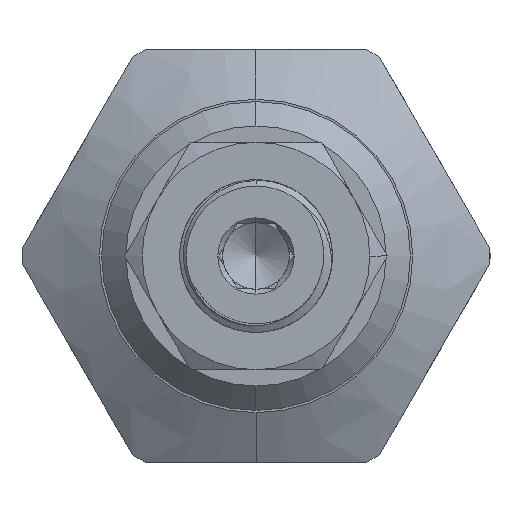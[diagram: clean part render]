
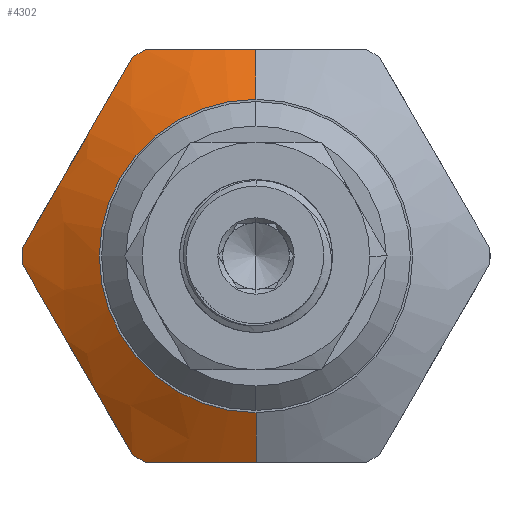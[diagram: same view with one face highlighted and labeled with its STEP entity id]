
A CAD part, left-side view. The second image highlights one B-rep face of the part: STEP entity #4302.
In plain terms, the highlighted conical face has half-angle 60 degrees and reference radius 14.4 mm.
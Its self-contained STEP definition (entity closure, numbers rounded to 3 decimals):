
#70 = CARTESIAN_POINT ( 'NONE',  ( -27.202, 14.392, 0.472 ) ) ;
#275 = CARTESIAN_POINT ( 'NONE',  ( -28.072, 2.296, -12.7 ) ) ;
#362 = CARTESIAN_POINT ( 'NONE',  ( -28.161, 1.146, -12.7 ) ) ;
#397 = CARTESIAN_POINT ( 'NONE',  ( -28.183, 0.572, -12.7 ) ) ;
#510 = EDGE_CURVE ( 'NONE', #11156, #1482, #8044, .T. ) ;
#568 = CARTESIAN_POINT ( 'NONE',  ( -27.202, 6.787, -12.7 ) ) ;
#826 = EDGE_CURVE ( 'NONE', #9252, #2342, #8786, .T. ) ;
#885 = FACE_OUTER_BOUND ( 'NONE', #7414, .T. ) ;
#902 = VERTEX_POINT ( 'NONE', #9292 ) ;
#925 = CARTESIAN_POINT ( 'NONE',  ( -27.202, 0., 14.4 ) ) ;
#950 = CARTESIAN_POINT ( 'NONE',  ( -28.182, 11.583, 5.338 ) ) ;
#991 = DIRECTION ( 'NONE',  ( -1., 0., 0. ) ) ;
#1237 = CARTESIAN_POINT ( 'NONE',  ( -27.202, 6.787, -12.7 ) ) ;
#1336 = EDGE_CURVE ( 'NONE', #902, #1482, #7756, .T. ) ;
#1430 = CARTESIAN_POINT ( 'NONE',  ( -28.09, 9.846, -8.346 ) ) ;
#1482 = VERTEX_POINT ( 'NONE', #568 ) ;
#1489 = DIRECTION ( 'NONE',  ( -1., 0., 0. ) ) ;
#1528 = DIRECTION ( 'NONE',  ( 0., 0., 1. ) ) ;
#1582 = ORIENTED_EDGE ( 'NONE', *, *, #11789, .F. ) ;
#1667 = DIRECTION ( 'NONE',  ( 0., 0., -1. ) ) ;
#1673 = CIRCLE ( 'NONE', #8634, 14.4 ) ;
#1899 = CARTESIAN_POINT ( 'NONE',  ( -28.184, 10.722, 6.83 ) ) ;
#2322 = CARTESIAN_POINT ( 'NONE',  ( -27.504, 8.16, -11.266 ) ) ;
#2342 = VERTEX_POINT ( 'NONE', #5702 ) ;
#2405 = CARTESIAN_POINT ( 'NONE',  ( -28.073, 12.139, -4.375 ) ) ;
#2407 = AXIS2_PLACEMENT_3D ( 'NONE', #10414, #991, #8689 ) ;
#2472 = AXIS2_PLACEMENT_3D ( 'NONE', #6720, #5798, #4840 ) ;
#2530 = CARTESIAN_POINT ( 'NONE',  ( -28.182, 10.414, -7.362 ) ) ;
#2864 = CARTESIAN_POINT ( 'NONE',  ( -27.752, 8.722, 10.293 ) ) ;
#2969 = VERTEX_POINT ( 'NONE', #6469 ) ;
#3149 = EDGE_CURVE ( 'NONE', #9252, #2969, #9224, .T. ) ;
#3193 = CARTESIAN_POINT ( 'NONE',  ( -28.183, 0., -12.7 ) ) ;
#3250 = ORIENTED_EDGE ( 'NONE', *, *, #5504, .F. ) ;
#3326 = CARTESIAN_POINT ( 'NONE',  ( -28.184, 11.275, -5.87 ) ) ;
#3403 = CARTESIAN_POINT ( 'NONE',  ( -27.202, 14.392, -0.472 ) ) ;
#3557 = CARTESIAN_POINT ( 'NONE',  ( -27.748, 4.574, 12.7 ) ) ;
#3599 = CARTESIAN_POINT ( 'NONE',  ( -28.005, 2.871, 12.7 ) ) ;
#3690 = CARTESIAN_POINT ( 'NONE',  ( -29.95, 0., -9.64 ) ) ;
#3848 = CARTESIAN_POINT ( 'NONE',  ( -28.162, 10.432, 7.331 ) ) ;
#4233 = DIRECTION ( 'NONE',  ( 1., 0., 0. ) ) ;
#4273 = CARTESIAN_POINT ( 'NONE',  ( -28.007, 12.424, -3.881 ) ) ;
#4302 = ADVANCED_FACE ( 'NONE', ( #885 ), #5622, .T. ) ;
#4412 = B_SPLINE_CURVE_WITH_KNOTS ( 'NONE', 3,
 ( #7980, #2322, #4966, #1430, #2530, #3326, #7089, #2405, #4273, #5216, #6287, #3403 ),
 .UNSPECIFIED., .F., .F.,
 ( 4, 2, 2, 2, 2, 4 ),
 ( 0., 0.003, 0.007, 0.009, 0.01, 0.014 ),
 .UNSPECIFIED. ) ;
#4467 = CARTESIAN_POINT ( 'NONE',  ( -27.202, 6.787, 12.7 ) ) ;
#4508 = CARTESIAN_POINT ( 'NONE',  ( -28.072, 2.296, 12.7 ) ) ;
#4756 = CARTESIAN_POINT ( 'NONE',  ( -27.505, 8.161, 11.265 ) ) ;
#4840 = DIRECTION ( 'NONE',  ( 0., 0., 1. ) ) ;
#4843 = DIRECTION ( 'NONE',  ( 0.5, 0., 0.866 ) ) ;
#4870 = DIRECTION ( 'NONE',  ( 0., 0., 1. ) ) ;
#4887 = ORIENTED_EDGE ( 'NONE', *, *, #5739, .T. ) ;
#4957 = CARTESIAN_POINT ( 'NONE',  ( -28.005, 2.871, -12.7 ) ) ;
#4966 = CARTESIAN_POINT ( 'NONE',  ( -27.751, 8.719, -10.298 ) ) ;
#5216 = CARTESIAN_POINT ( 'NONE',  ( -27.752, 13.275, -2.407 ) ) ;
#5245 = ORIENTED_EDGE ( 'NONE', *, *, #826, .F. ) ;
#5299 = CARTESIAN_POINT ( 'NONE',  ( -27.202, 7.605, -12.228 ) ) ;
#5320 = VERTEX_POINT ( 'NONE', #70 ) ;
#5400 = CARTESIAN_POINT ( 'NONE',  ( -29.95, 0., 0. ) ) ;
#5461 = ORIENTED_EDGE ( 'NONE', *, *, #9082, .F. ) ;
#5504 = EDGE_CURVE ( 'NONE', #7795, #10623, #10667, .T. ) ;
#5622 = CONICAL_SURFACE ( 'NONE', #9012, 14.4, 1.047 ) ;
#5680 = ORIENTED_EDGE ( 'NONE', *, *, #11107, .F. ) ;
#5702 = CARTESIAN_POINT ( 'NONE',  ( -28.183, 0., 12.7 ) ) ;
#5705 = CARTESIAN_POINT ( 'NONE',  ( -27.202, 7.605, 12.228 ) ) ;
#5739 = EDGE_CURVE ( 'NONE', #7795, #2342, #10840, .T. ) ;
#5798 = DIRECTION ( 'NONE',  ( -1., 0., 0. ) ) ;
#5845 = CARTESIAN_POINT ( 'NONE',  ( -29.95, 0., 9.64 ) ) ;
#5950 = CARTESIAN_POINT ( 'NONE',  ( -27.202, 0., -14.4 ) ) ;
#5999 = CARTESIAN_POINT ( 'NONE',  ( -27.501, 5.688, -12.7 ) ) ;
#6283 = CARTESIAN_POINT ( 'NONE',  ( -28.161, 1.146, 12.7 ) ) ;
#6287 = CARTESIAN_POINT ( 'NONE',  ( -27.505, 13.836, -1.435 ) ) ;
#6321 = AXIS2_PLACEMENT_3D ( 'NONE', #5400, #1489, #1528 ) ;
#6410 = CARTESIAN_POINT ( 'NONE',  ( -28.183, 0., 12.7 ) ) ;
#6469 = CARTESIAN_POINT ( 'NONE',  ( -27.202, 7.605, 12.228 ) ) ;
#6720 = CARTESIAN_POINT ( 'NONE',  ( -27.202, 0., 0. ) ) ;
#6914 = CARTESIAN_POINT ( 'NONE',  ( -27.202, 6.787, 12.7 ) ) ;
#7015 = CARTESIAN_POINT ( 'NONE',  ( -27.202, 14.392, -0.472 ) ) ;
#7089 = CARTESIAN_POINT ( 'NONE',  ( -28.162, 11.565, -5.369 ) ) ;
#7221 = ORIENTED_EDGE ( 'NONE', *, *, #1336, .F. ) ;
#7333 = CARTESIAN_POINT ( 'NONE',  ( -27.501, 5.688, 12.7 ) ) ;
#7414 = EDGE_LOOP ( 'NONE', ( #3250, #4887, #5245, #11324, #5461, #11081, #5680, #10343, #7221, #1582 ) ) ;
#7576 = CARTESIAN_POINT ( 'NONE',  ( -28.073, 9.858, 8.325 ) ) ;
#7734 = CARTESIAN_POINT ( 'NONE',  ( -27.202, 14.392, 0.472 ) ) ;
#7756 = B_SPLINE_CURVE_WITH_KNOTS ( 'NONE', 3,
 ( #3193, #397, #362, #275, #4957, #8769, #5999, #1237 ),
 .UNSPECIFIED., .F., .F.,
 ( 4, 2, 2, 4 ),
 ( 0.02, 0.022, 0.024, 0.027 ),
 .UNSPECIFIED. ) ;
#7795 = VERTEX_POINT ( 'NONE', #5845 ) ;
#7980 = CARTESIAN_POINT ( 'NONE',  ( -27.202, 7.605, -12.228 ) ) ;
#8044 = CIRCLE ( 'NONE', #2407, 14.4 ) ;
#8511 = CARTESIAN_POINT ( 'NONE',  ( -28.007, 9.573, 8.819 ) ) ;
#8634 = AXIS2_PLACEMENT_3D ( 'NONE', #10521, #10407, #4870 ) ;
#8689 = DIRECTION ( 'NONE',  ( 0., 0., 1. ) ) ;
#8769 = CARTESIAN_POINT ( 'NONE',  ( -27.748, 4.574, -12.7 ) ) ;
#8786 = B_SPLINE_CURVE_WITH_KNOTS ( 'NONE', 3,
 ( #4467, #7333, #3557, #3599, #4508, #6283, #11105, #6410 ),
 .UNSPECIFIED., .F., .F.,
 ( 4, 2, 2, 4 ),
 ( 0.034, 0.037, 0.039, 0.041 ),
 .UNSPECIFIED. ) ;
#9012 = AXIS2_PLACEMENT_3D ( 'NONE', #9916, #4233, #1667 ) ;
#9027 = EDGE_CURVE ( 'NONE', #5320, #11064, #1673, .T. ) ;
#9082 = EDGE_CURVE ( 'NONE', #5320, #2969, #9376, .T. ) ;
#9224 = CIRCLE ( 'NONE', #2472, 14.4 ) ;
#9252 = VERTEX_POINT ( 'NONE', #6914 ) ;
#9292 = CARTESIAN_POINT ( 'NONE',  ( -28.183, 0., -12.7 ) ) ;
#9376 = B_SPLINE_CURVE_WITH_KNOTS ( 'NONE', 3,
 ( #7734, #10568, #11507, #11399, #950, #1899, #3848, #7576, #8511, #2864, #4756, #5705 ),
 .UNSPECIFIED., .F., .F.,
 ( 4, 2, 2, 2, 2, 4 ),
 ( 0., 0.003, 0.007, 0.009, 0.01, 0.014 ),
 .UNSPECIFIED. ) ;
#9772 = LINE ( 'NONE', #5950, #12083 ) ;
#9916 = CARTESIAN_POINT ( 'NONE',  ( -27.202, 0., 0. ) ) ;
#10343 = ORIENTED_EDGE ( 'NONE', *, *, #510, .T. ) ;
#10407 = DIRECTION ( 'NONE',  ( -1., 0., 0. ) ) ;
#10414 = CARTESIAN_POINT ( 'NONE',  ( -27.202, 0., 0. ) ) ;
#10515 = DIRECTION ( 'NONE',  ( 0.5, 0., -0.866 ) ) ;
#10521 = CARTESIAN_POINT ( 'NONE',  ( -27.202, 0., 0. ) ) ;
#10533 = VECTOR ( 'NONE', #4843, 1000. ) ;
#10568 = CARTESIAN_POINT ( 'NONE',  ( -27.504, 13.837, 1.434 ) ) ;
#10623 = VERTEX_POINT ( 'NONE', #3690 ) ;
#10667 = CIRCLE ( 'NONE', #6321, 9.64 ) ;
#10840 = LINE ( 'NONE', #925, #10533 ) ;
#11064 = VERTEX_POINT ( 'NONE', #7015 ) ;
#11081 = ORIENTED_EDGE ( 'NONE', *, *, #9027, .T. ) ;
#11105 = CARTESIAN_POINT ( 'NONE',  ( -28.183, 0.572, 12.7 ) ) ;
#11107 = EDGE_CURVE ( 'NONE', #11156, #11064, #4412, .T. ) ;
#11156 = VERTEX_POINT ( 'NONE', #5299 ) ;
#11324 = ORIENTED_EDGE ( 'NONE', *, *, #3149, .T. ) ;
#11399 = CARTESIAN_POINT ( 'NONE',  ( -28.09, 12.151, 4.354 ) ) ;
#11507 = CARTESIAN_POINT ( 'NONE',  ( -27.751, 13.278, 2.402 ) ) ;
#11789 = EDGE_CURVE ( 'NONE', #10623, #902, #9772, .T. ) ;
#12083 = VECTOR ( 'NONE', #10515, 1000. ) ;
